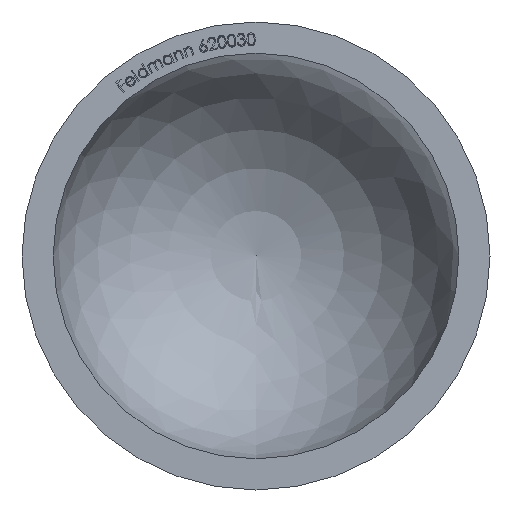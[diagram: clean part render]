
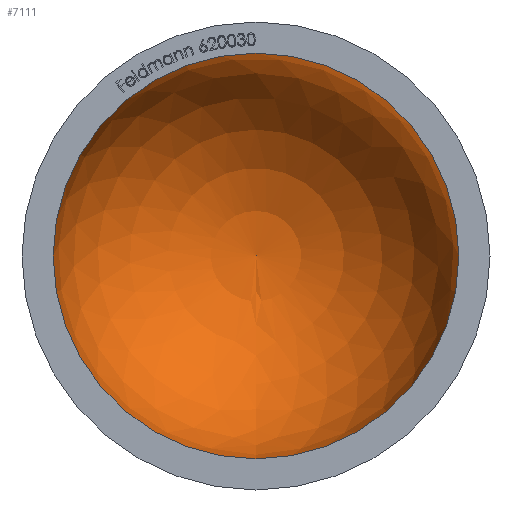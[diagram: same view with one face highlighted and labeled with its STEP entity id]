
A CAD part, left-side view. The second image highlights one B-rep face of the part: STEP entity #7111.
In plain terms, the highlighted spherical face has radius 13 mm.
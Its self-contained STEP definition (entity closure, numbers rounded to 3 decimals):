
#45 = DIRECTION ( 'NONE',  ( 1., 0., 0. ) ) ;
#813 = DIRECTION ( 'NONE',  ( 1., 0., 0. ) ) ;
#953 = EDGE_CURVE ( 'NONE', #4700, #5715, #11636, .T. ) ;
#1627 = CIRCLE ( 'NONE', #6377, 13. ) ;
#3585 = AXIS2_PLACEMENT_3D ( 'NONE', #5679, #45, #6619 ) ;
#4554 = ORIENTED_EDGE ( 'NONE', *, *, #4569, .F. ) ;
#4569 = EDGE_CURVE ( 'NONE', #5715, #4700, #1627, .T. ) ;
#4700 = VERTEX_POINT ( 'NONE', #7410 ) ;
#5438 = DIRECTION ( 'NONE',  ( -1., 0., 0. ) ) ;
#5679 = CARTESIAN_POINT ( 'NONE',  ( 0., 0., 0. ) ) ;
#5715 = VERTEX_POINT ( 'NONE', #8141 ) ;
#6334 = SPHERICAL_SURFACE ( 'NONE', #9155, 13. ) ;
#6377 = AXIS2_PLACEMENT_3D ( 'NONE', #6413, #813, #7329 ) ;
#6382 = DIRECTION ( 'NONE',  ( 0., 0., -1. ) ) ;
#6413 = CARTESIAN_POINT ( 'NONE',  ( 0., 0., 0. ) ) ;
#6551 = EDGE_LOOP ( 'NONE', ( #7357, #4554 ) ) ;
#6619 = DIRECTION ( 'NONE',  ( 0., 0., 1. ) ) ;
#7111 = ADVANCED_FACE ( 'NONE', ( #8491 ), #6334, .F. ) ;
#7329 = DIRECTION ( 'NONE',  ( 0., 0., 1. ) ) ;
#7357 = ORIENTED_EDGE ( 'NONE', *, *, #953, .F. ) ;
#7410 = CARTESIAN_POINT ( 'NONE',  ( 0., 0., 13. ) ) ;
#8141 = CARTESIAN_POINT ( 'NONE',  ( 0., 0., -13. ) ) ;
#8491 = FACE_OUTER_BOUND ( 'NONE', #6551, .T. ) ;
#9155 = AXIS2_PLACEMENT_3D ( 'NONE', #10952, #5438, #6382 ) ;
#10952 = CARTESIAN_POINT ( 'NONE',  ( 0., 0., 0. ) ) ;
#11636 = CIRCLE ( 'NONE', #3585, 13. ) ;
